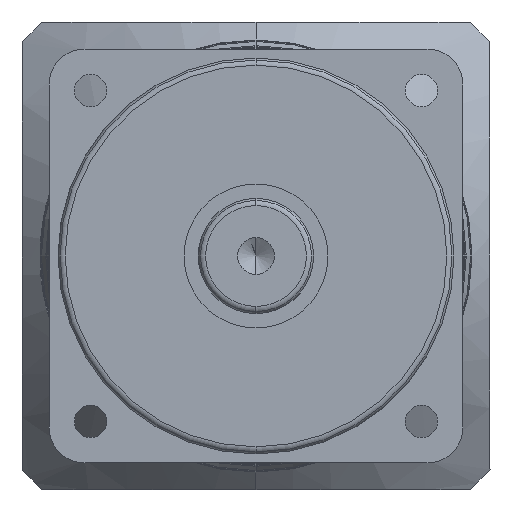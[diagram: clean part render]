
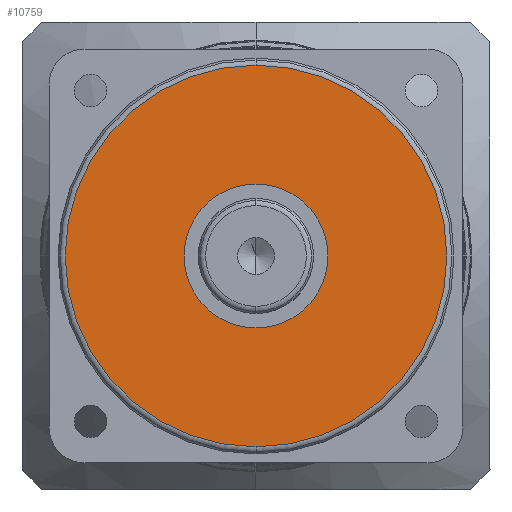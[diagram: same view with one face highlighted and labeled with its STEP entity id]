
A CAD part, left-side view. The second image highlights one B-rep face of the part: STEP entity #10759.
In plain terms, the highlighted planar face has unit normal (-1, 0, 0).
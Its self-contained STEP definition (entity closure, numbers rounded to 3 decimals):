
#208=CARTESIAN_POINT('',(-22.,0.,0.));
#209=DIRECTION('',(-1.,0.,0.));
#210=DIRECTION('',(0.,0.,1.));
#211=AXIS2_PLACEMENT_3D('',#208,#209,#210);
#213=CARTESIAN_POINT('',(-22.,0.,0.));
#214=DIRECTION('',(-1.,0.,0.));
#215=DIRECTION('',(0.,0.,-1.));
#216=AXIS2_PLACEMENT_3D('',#213,#214,#215);
#218=CARTESIAN_POINT('',(-22.,0.,0.));
#219=DIRECTION('',(1.,0.,0.));
#220=DIRECTION('',(0.,0.,1.));
#221=AXIS2_PLACEMENT_3D('',#218,#219,#220);
#223=CARTESIAN_POINT('',(-22.,0.,0.));
#224=DIRECTION('',(1.,0.,0.));
#225=DIRECTION('',(0.,0.,-1.));
#226=AXIS2_PLACEMENT_3D('',#223,#224,#225);
#10583=CARTESIAN_POINT('',(-22.,0.,-53.));
#10584=VERTEX_POINT('',#10583);
#10585=CARTESIAN_POINT('',(-22.,0.,53.));
#10586=VERTEX_POINT('',#10585);
#10616=CARTESIAN_POINT('',(-22.,0.,-20.));
#10618=VERTEX_POINT('',#10616);
#10620=CARTESIAN_POINT('',(-22.,0.,20.));
#10622=VERTEX_POINT('',#10620);
#10744=CARTESIAN_POINT('',(-22.,0.,0.));
#10745=DIRECTION('',(-1.,0.,0.));
#10746=DIRECTION('',(0.,0.,1.));
#10747=AXIS2_PLACEMENT_3D('',#10744,#10745,#10746);
#10748=PLANE('',#10747);
#10750=ORIENTED_EDGE('',*,*,#10749,.F.);
#10752=ORIENTED_EDGE('',*,*,#10751,.F.);
#10753=EDGE_LOOP('',(#10750,#10752));
#10754=FACE_OUTER_BOUND('',#10753,.F.);
#10755=ORIENTED_EDGE('',*,*,#10738,.F.);
#10756=ORIENTED_EDGE('',*,*,#10724,.F.);
#10757=EDGE_LOOP('',(#10755,#10756));
#10758=FACE_BOUND('',#10757,.F.);
#10759=ADVANCED_FACE('',(#10754,#10758),#10748,.T.);
#212=CIRCLE('',#211,53.);
#217=CIRCLE('',#216,53.);
#222=CIRCLE('',#221,20.);
#227=CIRCLE('',#226,20.);
#10724=EDGE_CURVE('',#10618,#10622,#227,.T.);
#10738=EDGE_CURVE('',#10622,#10618,#222,.T.);
#10749=EDGE_CURVE('',#10586,#10584,#212,.T.);
#10751=EDGE_CURVE('',#10584,#10586,#217,.T.);
